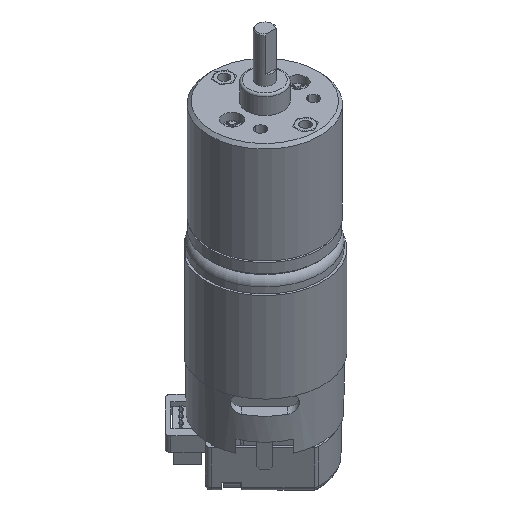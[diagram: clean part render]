
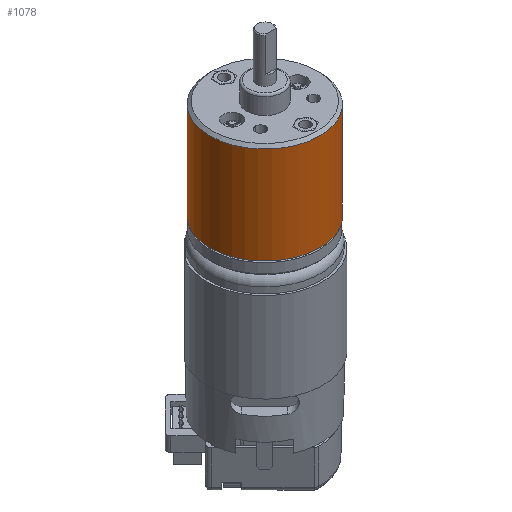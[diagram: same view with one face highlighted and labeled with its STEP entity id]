
A CAD part, isometric view. The second image highlights one B-rep face of the part: STEP entity #1078.
In plain terms, the highlighted cylindrical face has radius 13.5 mm (diameter 27 mm), a full revolution.
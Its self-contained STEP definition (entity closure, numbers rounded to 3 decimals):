
#297=CYLINDRICAL_SURFACE('',#11509,13.5);
#1078=ADVANCED_FACE('',(#2174,#2175),#297,.T.);
#2174=FACE_BOUND('',#2601,.T.);
#2175=FACE_BOUND('',#2602,.T.);
#2601=EDGE_LOOP('',(#5810));
#2602=EDGE_LOOP('',(#5811));
#5810=ORIENTED_EDGE('',*,*,#9582,.T.);
#5811=ORIENTED_EDGE('',*,*,#9583,.F.);
#8481=VERTEX_POINT('',#16409);
#8482=VERTEX_POINT('',#16411);
#9582=EDGE_CURVE('',#8481,#8481,#10871,.T.);
#9583=EDGE_CURVE('',#8482,#8482,#10872,.T.);
#10871=CIRCLE('',#11507,13.5);
#10872=CIRCLE('',#11508,13.5);
#11507=AXIS2_PLACEMENT_3D('',#16408,#13081,#13082);
#11508=AXIS2_PLACEMENT_3D('',#16410,#13083,#13084);
#11509=AXIS2_PLACEMENT_3D('',#16412,#13085,#13086);
#13081=DIRECTION('',(0.,0.,-1.));
#13082=DIRECTION('',(1.,0.,0.));
#13083=DIRECTION('',(0.,0.,-1.));
#13084=DIRECTION('',(-1.,0.,0.));
#13085=DIRECTION('',(0.,0.,1.));
#13086=DIRECTION('',(1.,0.,0.));
#16408=CARTESIAN_POINT('',(0.,0.,16.8));
#16409=CARTESIAN_POINT('',(13.5,0.,16.8));
#16410=CARTESIAN_POINT('',(0.,0.,-7.));
#16411=CARTESIAN_POINT('',(-13.5,0.,-7.));
#16412=CARTESIAN_POINT('',(0.,0.,10.5));
